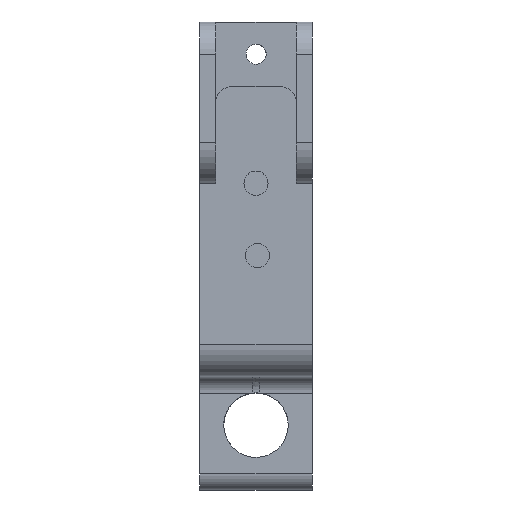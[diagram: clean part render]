
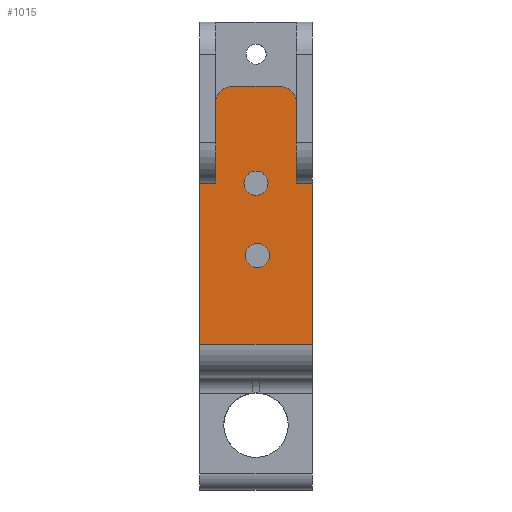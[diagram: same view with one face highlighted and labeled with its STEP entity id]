
A CAD part, top view. The second image highlights one B-rep face of the part: STEP entity #1015.
In plain terms, the highlighted planar face has unit normal (0, 0, 1).
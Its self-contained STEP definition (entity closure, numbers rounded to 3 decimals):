
#186=CARTESIAN_POINT('',(10.,50.,41.));
#187=VERTEX_POINT('',#186);
#188=CARTESIAN_POINT('',(4.,50.,41.));
#189=VERTEX_POINT('',#188);
#190=CARTESIAN_POINT('',(10.,50.,41.));
#191=DIRECTION('',(-1.,0.,0.));
#192=VECTOR('',#191,6.);
#193=LINE('',#190,#192);
#194=EDGE_CURVE('',#187,#189,#193,.T.);
#428=CARTESIAN_POINT('',(2.,38.,41.));
#429=VERTEX_POINT('',#428);
#430=CARTESIAN_POINT('',(0.,38.,41.));
#431=VERTEX_POINT('',#430);
#432=CARTESIAN_POINT('',(2.,38.,41.));
#433=DIRECTION('',(-1.,0.,0.));
#434=VECTOR('',#433,2.);
#435=LINE('',#432,#434);
#436=EDGE_CURVE('',#429,#431,#435,.T.);
#460=CARTESIAN_POINT('',(12.,38.,41.));
#461=VERTEX_POINT('',#460);
#468=CARTESIAN_POINT('',(14.,38.,41.));
#469=VERTEX_POINT('',#468);
#470=CARTESIAN_POINT('',(14.,38.,41.));
#471=DIRECTION('',(-1.,0.,0.));
#472=VECTOR('',#471,2.);
#473=LINE('',#470,#472);
#474=EDGE_CURVE('',#469,#461,#473,.T.);
#931=CARTESIAN_POINT('',(14.,26.,41.));
#932=DIRECTION('',(0.,0.,1.));
#933=DIRECTION('',(1.,0.,0.));
#934=AXIS2_PLACEMENT_3D('',#931,#932,#933);
#935=PLANE('',#934);
#936=CARTESIAN_POINT('',(8.674,29.021,41.));
#937=VERTEX_POINT('',#936);
#938=CARTESIAN_POINT('',(7.174,29.021,41.));
#939=DIRECTION('',(0.,0.,1.));
#940=DIRECTION('',(1.,0.,-0.));
#941=AXIS2_PLACEMENT_3D('',#938,#939,#940);
#942=CIRCLE('',#941,1.5);
#943=EDGE_CURVE('',#937,#937,#942,.T.);
#944=ORIENTED_EDGE('',*,*,#943,.F.);
#945=EDGE_LOOP('',(#944));
#946=FACE_BOUND('',#945,.T.);
#947=CARTESIAN_POINT('',(8.5,38.,41.));
#948=VERTEX_POINT('',#947);
#949=CARTESIAN_POINT('',(7.,38.,41.));
#950=DIRECTION('',(0.,0.,1.));
#951=DIRECTION('',(1.,0.,-0.));
#952=AXIS2_PLACEMENT_3D('',#949,#950,#951);
#953=CIRCLE('',#952,1.5);
#954=EDGE_CURVE('',#948,#948,#953,.T.);
#955=ORIENTED_EDGE('',*,*,#954,.F.);
#956=EDGE_LOOP('',(#955));
#957=FACE_BOUND('',#956,.T.);
#958=CARTESIAN_POINT('',(12.,48.,41.));
#959=VERTEX_POINT('',#958);
#960=CARTESIAN_POINT('',(12.,48.,41.));
#961=DIRECTION('',(0.,-1.,0.));
#962=VECTOR('',#961,10.);
#963=LINE('',#960,#962);
#964=EDGE_CURVE('',#959,#461,#963,.T.);
#965=ORIENTED_EDGE('',*,*,#964,.F.);
#966=CARTESIAN_POINT('',(10.,48.,41.));
#967=DIRECTION('',(0.,0.,1.));
#968=DIRECTION('',(1.,0.,-0.));
#969=AXIS2_PLACEMENT_3D('',#966,#967,#968);
#970=CIRCLE('',#969,2.);
#971=EDGE_CURVE('',#959,#187,#970,.T.);
#972=ORIENTED_EDGE('',*,*,#971,.T.);
#973=ORIENTED_EDGE('',*,*,#194,.T.);
#974=CARTESIAN_POINT('',(2.,48.,41.));
#975=VERTEX_POINT('',#974);
#976=CARTESIAN_POINT('',(4.,48.,41.));
#977=DIRECTION('',(0.,0.,1.));
#978=DIRECTION('',(1.,0.,-0.));
#979=AXIS2_PLACEMENT_3D('',#976,#977,#978);
#980=CIRCLE('',#979,2.);
#981=EDGE_CURVE('',#189,#975,#980,.T.);
#982=ORIENTED_EDGE('',*,*,#981,.T.);
#983=CARTESIAN_POINT('',(2.,48.,41.));
#984=DIRECTION('',(0.,-1.,0.));
#985=VECTOR('',#984,10.);
#986=LINE('',#983,#985);
#987=EDGE_CURVE('',#975,#429,#986,.T.);
#988=ORIENTED_EDGE('',*,*,#987,.T.);
#989=ORIENTED_EDGE('',*,*,#436,.T.);
#990=CARTESIAN_POINT('',(0.,18.,41.));
#991=VERTEX_POINT('',#990);
#992=CARTESIAN_POINT('',(0.,18.,41.));
#993=DIRECTION('',(0.,1.,0.));
#994=VECTOR('',#993,20.);
#995=LINE('',#992,#994);
#996=EDGE_CURVE('',#991,#431,#995,.T.);
#997=ORIENTED_EDGE('',*,*,#996,.F.);
#998=CARTESIAN_POINT('',(14.,18.,41.));
#999=VERTEX_POINT('',#998);
#1000=CARTESIAN_POINT('',(0.,18.,41.));
#1001=DIRECTION('',(1.,-0.,-0.));
#1002=VECTOR('',#1001,14.);
#1003=LINE('',#1000,#1002);
#1004=EDGE_CURVE('',#991,#999,#1003,.T.);
#1005=ORIENTED_EDGE('',*,*,#1004,.T.);
#1006=CARTESIAN_POINT('',(14.,18.,41.));
#1007=DIRECTION('',(0.,1.,0.));
#1008=VECTOR('',#1007,20.);
#1009=LINE('',#1006,#1008);
#1010=EDGE_CURVE('',#999,#469,#1009,.T.);
#1011=ORIENTED_EDGE('',*,*,#1010,.T.);
#1012=ORIENTED_EDGE('',*,*,#474,.T.);
#1013=EDGE_LOOP('',(#965,#972,#973,#982,#988,#989,#997,#1005,#1011,#1012));
#1014=FACE_BOUND('',#1013,.T.);
#1015=ADVANCED_FACE('',(#946,#957,#1014),#935,.T.);
